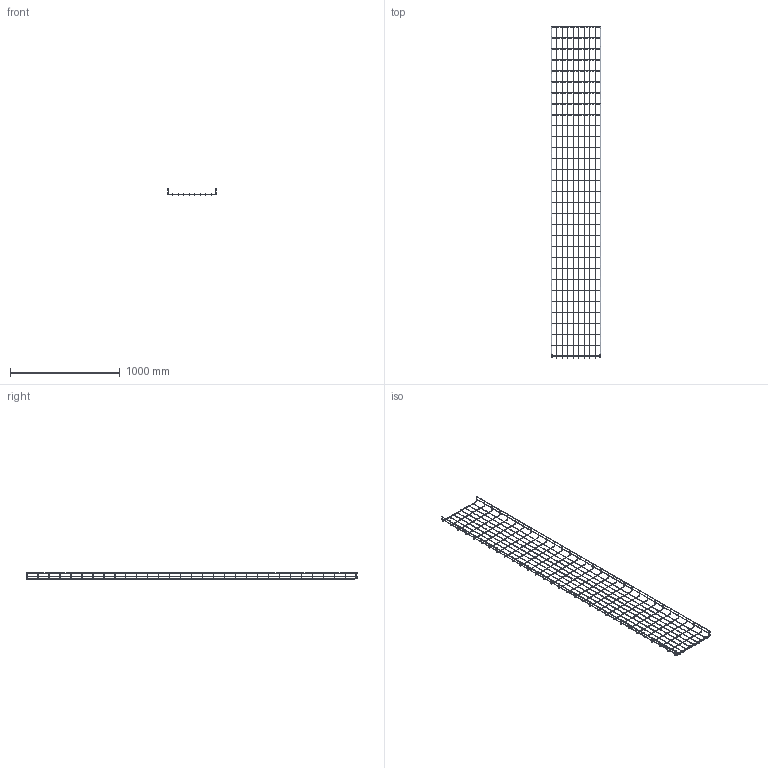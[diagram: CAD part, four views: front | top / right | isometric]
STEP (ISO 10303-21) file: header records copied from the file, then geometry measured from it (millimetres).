
FILE_DESCRIPTION(/* description */ (''),/* implementation_level */ '2;1');
FILE_NAME(/* name */ '6001451',/* time_stamp */ '2014-09-04T13:33:14+02:00',/* author */ (''),/* organization */ (''),/* preprocessor_version */ 'ST-DEVELOPER v15',/* originating_system */ '',/* authorisation */ '');
FILE_SCHEMA (('AUTOMOTIVE_DESIGN'));
Length unit declared in the file: millimetre
Products named in the file (2): Document; Block 01
Assembly tree (1 placements, depth 2):
  Document
    Block 01
Bounding box: 450 x 3024.29 x 58 mm (x, y, z)
Volume: 609472.4 mm3; surface area: 641420.3 mm2
Topology: 44 solids, 44 shells, 800 faces, 1712 edges, 1000 vertices
Faces by surface type: bspline 712, plane 88
Entity records: 54990 total; most frequent: CARTESIAN_POINT 45580, ORIENTED_EDGE 3424, EDGE_CURVE 1712, VERTEX_POINT 1000, ADVANCED_FACE 800, FACE_OUTER_BOUND 800, EDGE_LOOP 800, B_SPLINE_CURVE_WITH_KNOTS 432
